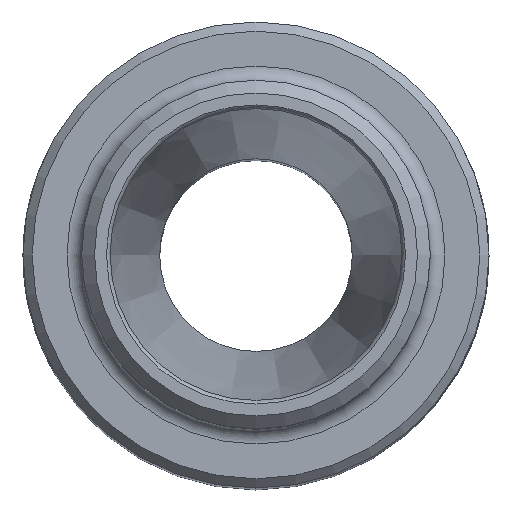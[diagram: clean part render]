
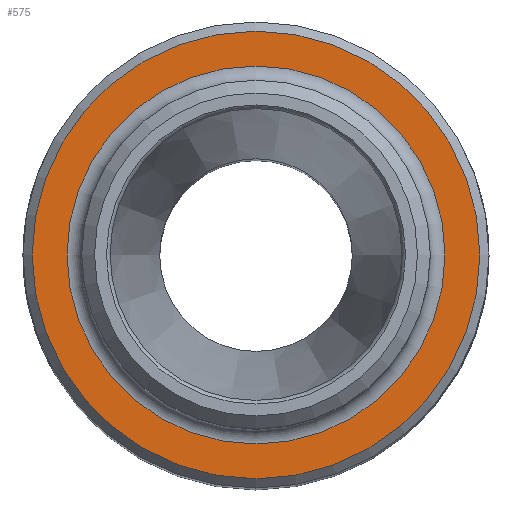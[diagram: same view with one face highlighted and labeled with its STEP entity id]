
A CAD part, top view. The second image highlights one B-rep face of the part: STEP entity #575.
In plain terms, the highlighted planar face has unit normal (0, 0, 1).
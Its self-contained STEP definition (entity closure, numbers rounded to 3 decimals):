
#38=PLANE('',#632);
#60=CIRCLE('',#633,12.2);
#61=CIRCLE('',#634,10.3);
#125=ORIENTED_EDGE('',*,*,#178,.F.);
#126=ORIENTED_EDGE('',*,*,#179,.F.);
#178=EDGE_CURVE('',#212,#212,#60,.F.);
#179=EDGE_CURVE('',#213,#213,#61,.T.);
#212=VERTEX_POINT('',#853);
#213=VERTEX_POINT('',#855);
#277=EDGE_LOOP('',(#125));
#278=EDGE_LOOP('',(#126));
#329=FACE_BOUND('',#277,.T.);
#330=FACE_BOUND('',#278,.T.);
#575=ADVANCED_FACE('',(#329,#330),#38,.F.);
#632=AXIS2_PLACEMENT_3D('',#851,#742,#743);
#633=AXIS2_PLACEMENT_3D('',#852,#744,#745);
#634=AXIS2_PLACEMENT_3D('',#854,#746,#747);
#742=DIRECTION('',(0.,0.,-1.));
#743=DIRECTION('',(1.,0.,0.));
#744=DIRECTION('',(0.,0.,1.));
#745=DIRECTION('',(1.,0.,0.));
#746=DIRECTION('',(0.,0.,1.));
#747=DIRECTION('',(1.,0.,0.));
#851=CARTESIAN_POINT('',(0.,0.,31.));
#852=CARTESIAN_POINT('',(0.,0.,31.));
#853=CARTESIAN_POINT('',(12.2,0.,31.));
#854=CARTESIAN_POINT('',(0.,0.,31.));
#855=CARTESIAN_POINT('',(10.3,0.,31.));
